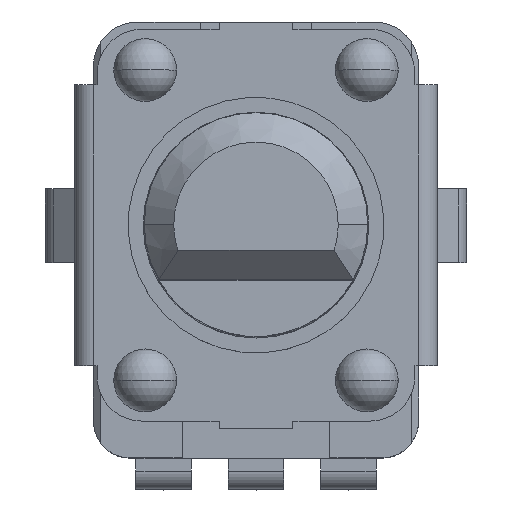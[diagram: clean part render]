
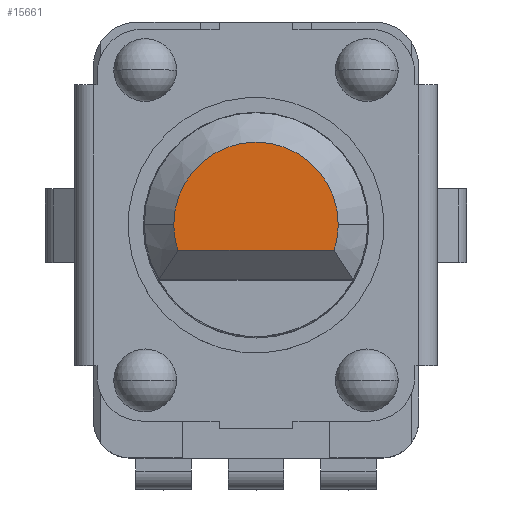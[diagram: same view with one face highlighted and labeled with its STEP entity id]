
A CAD part, top view. The second image highlights one B-rep face of the part: STEP entity #15661.
In plain terms, the highlighted planar face has unit normal (0, 0, 1).
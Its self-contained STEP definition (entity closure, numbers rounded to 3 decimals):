
#785 = CARTESIAN_POINT ( 'NONE',  ( 0., 0., 19.9 ) ) ;
#1229 = ORIENTED_EDGE ( 'NONE', *, *, #12331, .T. ) ;
#1950 = AXIS2_PLACEMENT_3D ( 'NONE', #8496, #17320, #13454 ) ;
#2222 = CARTESIAN_POINT ( 'NONE',  ( -2.112, -0.7, 19.9 ) ) ;
#2745 = VERTEX_POINT ( 'NONE', #21983 ) ;
#3467 = DIRECTION ( 'NONE',  ( 0., 0., 1. ) ) ;
#3568 = ORIENTED_EDGE ( 'NONE', *, *, #13137, .T. ) ;
#3663 = EDGE_LOOP ( 'NONE', ( #6991, #18751, #1229, #3568 ) ) ;
#3678 = AXIS2_PLACEMENT_3D ( 'NONE', #10597, #3467, #3706 ) ;
#3706 = DIRECTION ( 'NONE',  ( -1., 0., 0. ) ) ;
#3966 = PLANE ( 'NONE',  #20425 ) ;
#4029 = CIRCLE ( 'NONE', #22142, 2.225 ) ;
#4150 = DIRECTION ( 'NONE',  ( 0., 0., 1. ) ) ;
#4431 = EDGE_CURVE ( 'NONE', #2745, #17660, #12141, .T. ) ;
#5441 = DIRECTION ( 'NONE',  ( -1., 0., 0. ) ) ;
#5718 = CARTESIAN_POINT ( 'NONE',  ( 2.225, 0., 19.9 ) ) ;
#5898 = CARTESIAN_POINT ( 'NONE',  ( 0., -0.7, 19.9 ) ) ;
#6327 = CIRCLE ( 'NONE', #3678, 2.225 ) ;
#6991 = ORIENTED_EDGE ( 'NONE', *, *, #4431, .T. ) ;
#7591 = CARTESIAN_POINT ( 'NONE',  ( 0., 0., 19.9 ) ) ;
#8496 = CARTESIAN_POINT ( 'NONE',  ( 0., 0., 19.9 ) ) ;
#10597 = CARTESIAN_POINT ( 'NONE',  ( 0., 0., 19.9 ) ) ;
#11181 = DIRECTION ( 'NONE',  ( -1., 0., 0. ) ) ;
#11770 = EDGE_CURVE ( 'NONE', #17660, #20943, #4029, .T. ) ;
#12141 = CIRCLE ( 'NONE', #1950, 2.225 ) ;
#12331 = EDGE_CURVE ( 'NONE', #20943, #13742, #6327, .T. ) ;
#13081 = FACE_OUTER_BOUND ( 'NONE', #3663, .T. ) ;
#13137 = EDGE_CURVE ( 'NONE', #13742, #2745, #16302, .T. ) ;
#13454 = DIRECTION ( 'NONE',  ( -1., 0., 0. ) ) ;
#13742 = VERTEX_POINT ( 'NONE', #2222 ) ;
#14045 = CARTESIAN_POINT ( 'NONE',  ( -2.225, 0., 19.9 ) ) ;
#15177 = DIRECTION ( 'NONE',  ( 0., 0., -1. ) ) ;
#15661 = ADVANCED_FACE ( 'NONE', ( #13081 ), #3966, .F. ) ;
#16302 = LINE ( 'NONE', #5898, #19178 ) ;
#17320 = DIRECTION ( 'NONE',  ( 0., 0., 1. ) ) ;
#17660 = VERTEX_POINT ( 'NONE', #5718 ) ;
#18751 = ORIENTED_EDGE ( 'NONE', *, *, #11770, .T. ) ;
#19178 = VECTOR ( 'NONE', #19830, 1000. ) ;
#19830 = DIRECTION ( 'NONE',  ( 1., 0., 0. ) ) ;
#20425 = AXIS2_PLACEMENT_3D ( 'NONE', #785, #15177, #11181 ) ;
#20943 = VERTEX_POINT ( 'NONE', #14045 ) ;
#21983 = CARTESIAN_POINT ( 'NONE',  ( 2.112, -0.7, 19.9 ) ) ;
#22142 = AXIS2_PLACEMENT_3D ( 'NONE', #7591, #4150, #5441 ) ;
